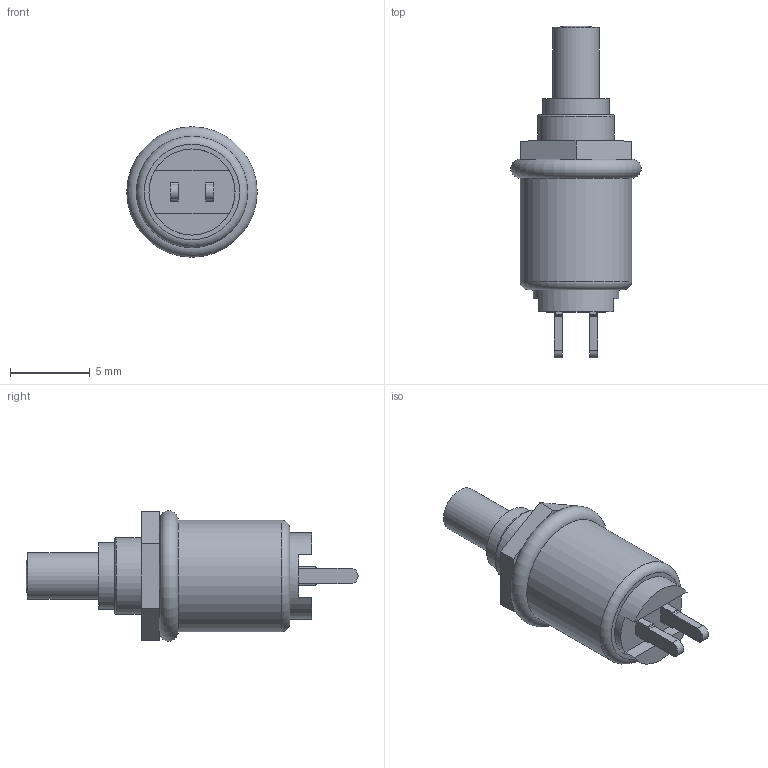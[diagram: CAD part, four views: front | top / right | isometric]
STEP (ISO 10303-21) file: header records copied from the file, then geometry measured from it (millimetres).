
FILE_DESCRIPTION(/* description */ (''),/* implementation_level */ '2;1');
FILE_NAME(/* name */ 'GPB081 Model.stp',/* time_stamp */ '2023-02-21T08:42:44-05:00',/* author */ ('dwiltbank'),/* organization */ (''),/* preprocessor_version */ 'ST-DEVELOPER v18.1',/* originating_system */ 'Autodesk Inventor 2022',/* authorisation */ '');
FILE_SCHEMA (('AUTOMOTIVE_DESIGN { 1 0 10303 214 3 1 1 }'));
Length unit declared in the file: inch
Products named in the file (1): GPB081_Simplify_1
Bounding box: 8.2 x 20.87 x 8.2 mm (x, y, z)
Volume: 475.5 mm3; surface area: 439.9 mm2
Topology: 1 solids, 1 shells, 64 faces, 152 edges, 99 vertices
Faces by surface type: plane 45, cylinder 15, torus 3, bspline 1
Full cylindrical faces by diameter (mm): 2.896 x1, 4.191 x1, 4.826 x1, 5.41 x1, 7.01 x1
Entity records: 2028 total; most frequent: CARTESIAN_POINT 369, DIRECTION 321, ORIENTED_EDGE 302, EDGE_CURVE 151, AXIS2_PLACEMENT_3D 110, LINE 101, VECTOR 101, VERTEX_POINT 99
